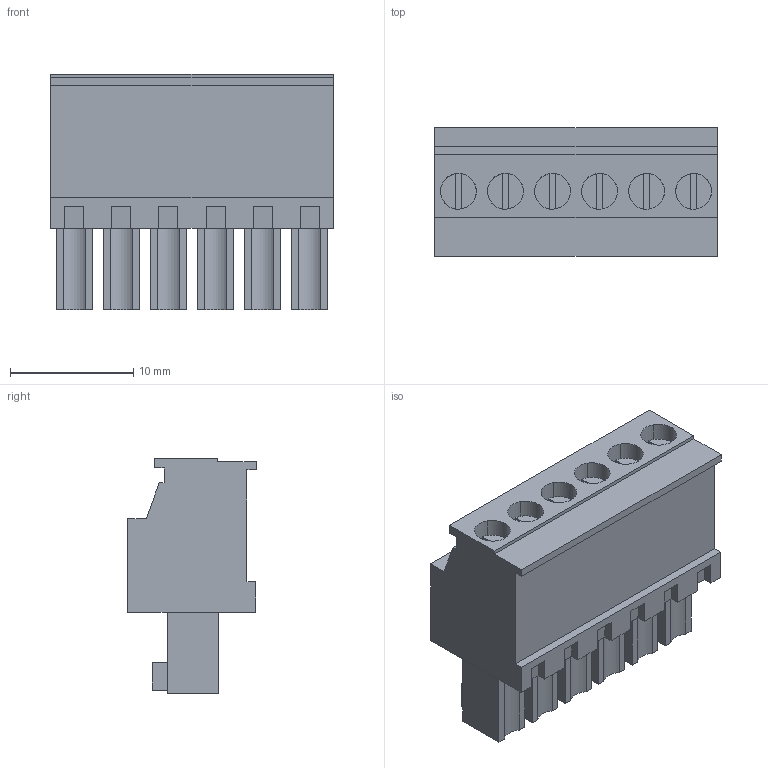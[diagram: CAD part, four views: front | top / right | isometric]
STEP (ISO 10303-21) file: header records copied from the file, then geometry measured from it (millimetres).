
FILE_DESCRIPTION(('CATIA V5 STEP Exchange','CAx-IF Rec.Pracs.--- Model Styling and Organization---1.2---2011-12-15'),'2;1');
FILE_NAME ('D1456430_0_1798590000_1798590000.stp','2017-04-12T06:53:12+00:00',('none'),('Weidmueller'),'CATIA Version 5-6 Release 2014','CATIA V5 STEP AP214','none');
FILE_SCHEMA(('AUTOMOTIVE_DESIGN { 1 0 10303 214 1 1 1 1 }'));
Length unit declared in the file: millimetre
Products named in the file (1): 1798590000
Bounding box: 22.86 x 10.4 x 19.1 mm (x, y, z)
Volume: 2807 mm3; surface area: 2405.5 mm2
Topology: 7 solids, 7 shells, 272 faces, 704 edges, 476 vertices
Faces by surface type: plane 230, cylinder 42
Entity records: 7817 total; most frequent: CARTESIAN_POINT 1440, ORIENTED_EDGE 1408, DIRECTION 1078, EDGE_CURVE 704, VECTOR 596, LINE 596, VERTEX_POINT 476, EDGE_LOOP 302
